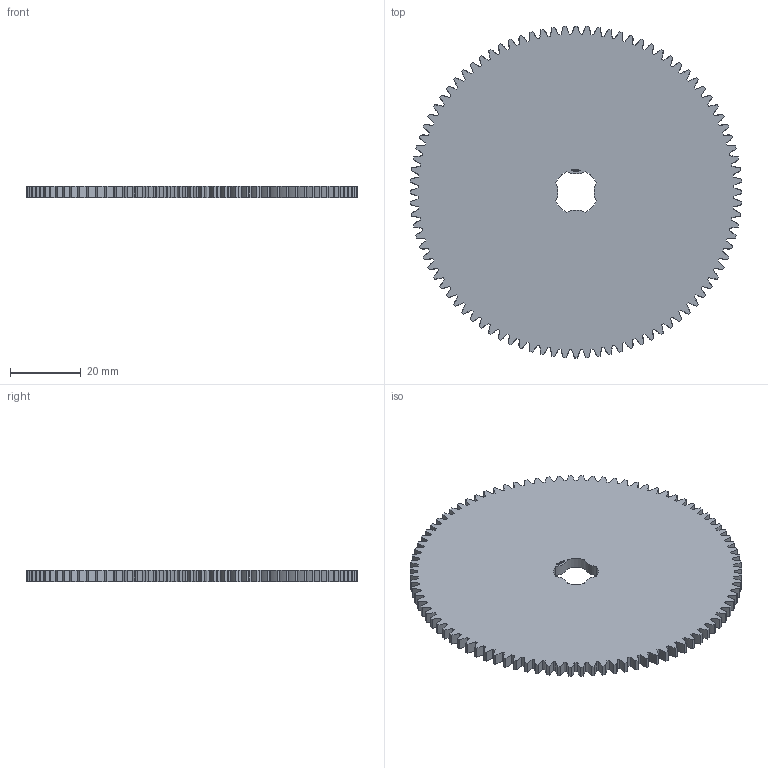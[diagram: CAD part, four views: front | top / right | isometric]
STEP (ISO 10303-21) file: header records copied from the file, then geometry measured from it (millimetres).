
FILE_DESCRIPTION(('FreeCAD Model'),'2;1');
FILE_NAME('Open CASCADE Shape Model','2024-03-11T23:32:53',(''),(''), 'Open CASCADE STEP processor 7.6','FreeCAD','Unknown');
FILE_SCHEMA(('AUTOMOTIVE_DESIGN { 1 0 10303 214 1 1 1 1 }'));
Products named in the file (1): Gear Wheel PLN TTH92 BU00.25 SFT-SHD - SPN-GWH-0345 (stemfie.org)
Bounding box: 94 x 94 x 3.12 mm (x, y, z)
Volume: 20367.9 mm3; surface area: 14980.8 mm2
Topology: 1 solids, 1 shells, 855 faces, 2469 edges, 1646 vertices
Faces by surface type: extrusion 516, plane 331, cylinder 8
Entity records: 83212 total; most frequent: CARTESIAN_POINT 31639, DIRECTION 6555, VECTOR 5827, LINE 5311, ORIENTED_EDGE 4938, PCURVE 4938, DEFINITIONAL_REPRESENTATION 4938, B_SPLINE_CURVE_WITH_KNOTS 2580
